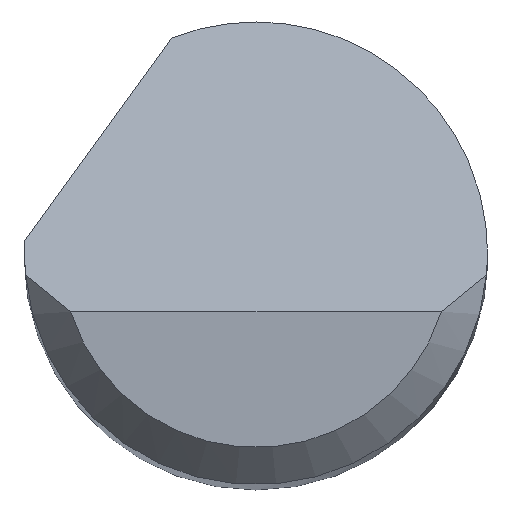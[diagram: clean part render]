
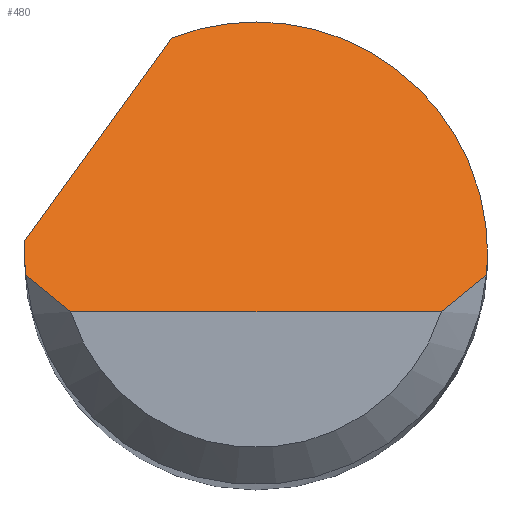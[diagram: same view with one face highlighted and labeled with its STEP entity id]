
A CAD part, top view. The second image highlights one B-rep face of the part: STEP entity #480.
In plain terms, the highlighted planar face has unit normal (0, 0.707, 0.707).
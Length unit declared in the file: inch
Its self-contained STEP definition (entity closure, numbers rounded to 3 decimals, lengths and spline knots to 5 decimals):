
#1 = CARTESIAN_POINT ( 'NONE',  ( 0.08157, -0.019, 1.99525 ) ) ;
#13 = CARTESIAN_POINT ( 'NONE',  ( 0.07508, -0.02375, 2. ) ) ;
#21 = CARTESIAN_POINT ( 'NONE',  ( -0.09371, 0.00333, 1.97292 ) ) ;
#34 = LINE ( 'NONE', #765, #214 ) ;
#40 = CARTESIAN_POINT ( 'NONE',  ( 0.09361, -0.00584, 1.98209 ) ) ;
#44 = CARTESIAN_POINT ( 'NONE',  ( -0.09334, -0.00875, 1.985 ) ) ;
#45 = CARTESIAN_POINT ( 'NONE',  ( -0.07508, -0.02375, 2. ) ) ;
#62 = ORIENTED_EDGE ( 'NONE', *, *, #761, .F. ) ;
#63 = EDGE_CURVE ( 'NONE', #491, #488, #276, .T. ) ;
#68 = CARTESIAN_POINT ( 'NONE',  ( 0.08761, -0.01397, 1.99022 ) ) ;
#79 = VERTEX_POINT ( 'NONE', #216 ) ;
#82 = CARTESIAN_POINT ( 'NONE',  ( -0.09375, 0., 1.97625 ) ) ;
#104 = CARTESIAN_POINT ( 'NONE',  ( -0.09362, 0.005, 1.97125 ) ) ;
#113 = CARTESIAN_POINT ( 'NONE',  ( 0.09375, 0.07266, 1.90359 ) ) ;
#114 =( BOUNDED_CURVE ( )  B_SPLINE_CURVE ( 3, ( #419, #676, #113, #365 ),
 .UNSPECIFIED., .F., .T. ) 
 B_SPLINE_CURVE_WITH_KNOTS ( ( 4, 4 ),
 ( 5.91277, 7.85398 ),
 .UNSPECIFIED. ) 
 CURVE ( )  GEOMETRIC_REPRESENTATION_ITEM ( )  RATIONAL_B_SPLINE_CURVE ( ( 1., 0.71, 0.71, 1. ) ) 
 REPRESENTATION_ITEM ( '' )  );
#118 = EDGE_CURVE ( 'NONE', #445, #79, #340, .T. ) ;
#126 = ORIENTED_EDGE ( 'NONE', *, *, #118, .F. ) ;
#138 = EDGE_CURVE ( 'NONE', #181, #690, #586, .T. ) ;
#140 = CARTESIAN_POINT ( 'NONE',  ( -0.09334, -0.00875, 1.985 ) ) ;
#144 = ORIENTED_EDGE ( 'NONE', *, *, #378, .F. ) ;
#147 = EDGE_CURVE ( 'NONE', #445, #705, #218, .T. ) ;
#168 = CARTESIAN_POINT ( 'NONE',  ( -0.07508, -0.02375, 2. ) ) ;
#178 = CARTESIAN_POINT ( 'NONE',  ( -0.08157, -0.019, 1.99525 ) ) ;
#181 = VERTEX_POINT ( 'NONE', #471 ) ;
#185 = ORIENTED_EDGE ( 'NONE', *, *, #147, .T. ) ;
#201 = ORIENTED_EDGE ( 'NONE', *, *, #138, .F. ) ;
#206 = VERTEX_POINT ( 'NONE', #540 ) ;
#214 = VECTOR ( 'NONE', #407, 39.37008 ) ;
#216 = CARTESIAN_POINT ( 'NONE',  ( -0.09375, 0., 1.97625 ) ) ;
#218 = B_SPLINE_CURVE_WITH_KNOTS ( 'NONE', 3,
 ( #44, #481, #178, #168 ),
 .UNSPECIFIED., .F., .F.,
 ( 4, 4 ),
 ( 0., 0.00071 ),
 .UNSPECIFIED. ) ;
#219 = CARTESIAN_POINT ( 'NONE',  ( -0.09375, 0.00167, 1.97458 ) ) ;
#222 = CARTESIAN_POINT ( 'NONE',  ( -0.09375, -0.00292, 1.97917 ) ) ;
#267 = ORIENTED_EDGE ( 'NONE', *, *, #319, .T. ) ;
#276 = LINE ( 'NONE', #412, #420 ) ;
#319 = EDGE_CURVE ( 'NONE', #206, #690, #760, .T. ) ;
#340 =( BOUNDED_CURVE ( )  B_SPLINE_CURVE ( 3, ( #777, #399, #222, #82 ),
 .UNSPECIFIED., .F., .T. ) 
 B_SPLINE_CURVE_WITH_KNOTS ( ( 4, 4 ),
 ( 4.61892, 4.71239 ),
 .UNSPECIFIED. ) 
 CURVE ( )  GEOMETRIC_REPRESENTATION_ITEM ( )  RATIONAL_B_SPLINE_CURVE ( ( 1., 0.999, 0.999, 1. ) ) 
 REPRESENTATION_ITEM ( '' )  );
#355 = CARTESIAN_POINT ( 'NONE',  ( -0.03394, 0.08739, 1.88886 ) ) ;
#365 = CARTESIAN_POINT ( 'NONE',  ( 0.09375, 0., 1.97625 ) ) ;
#378 = EDGE_CURVE ( 'NONE', #79, #491, #638, .T. ) ;
#381 = ORIENTED_EDGE ( 'NONE', *, *, #63, .F. ) ;
#399 = CARTESIAN_POINT ( 'NONE',  ( -0.09361, -0.00584, 1.98209 ) ) ;
#405 = CARTESIAN_POINT ( 'NONE',  ( -0.09362, 0.005, 1.97125 ) ) ;
#407 = DIRECTION ( 'NONE',  ( 1., 0., 0. ) ) ;
#412 = CARTESIAN_POINT ( 'NONE',  ( -0.11014, -0.01781, 1.99406 ) ) ;
#416 = ORIENTED_EDGE ( 'NONE', *, *, #640, .T. ) ;
#419 = CARTESIAN_POINT ( 'NONE',  ( -0.03394, 0.08739, 1.88886 ) ) ;
#420 = VECTOR ( 'NONE', #523, 39.37008 ) ;
#421 = DIRECTION ( 'NONE',  ( 0., -0.707, -0.707 ) ) ;
#445 = VERTEX_POINT ( 'NONE', #140 ) ;
#471 = CARTESIAN_POINT ( 'NONE',  ( 0.09375, 0., 1.97625 ) ) ;
#480 = ADVANCED_FACE ( 'NONE', ( #741 ), #659, .F. ) ;
#481 = CARTESIAN_POINT ( 'NONE',  ( -0.08761, -0.01397, 1.99022 ) ) ;
#488 = VERTEX_POINT ( 'NONE', #355 ) ;
#491 = VERTEX_POINT ( 'NONE', #104 ) ;
#523 = DIRECTION ( 'NONE',  ( 0.456, 0.629, -0.629 ) ) ;
#540 = CARTESIAN_POINT ( 'NONE',  ( 0.07508, -0.02375, 2. ) ) ;
#586 =( BOUNDED_CURVE ( )  B_SPLINE_CURVE ( 3, ( #654, #678, #40, #790 ),
 .UNSPECIFIED., .F., .T. ) 
 B_SPLINE_CURVE_WITH_KNOTS ( ( 4, 4 ),
 ( 1.5708, 1.66427 ),
 .UNSPECIFIED. ) 
 CURVE ( )  GEOMETRIC_REPRESENTATION_ITEM ( )  RATIONAL_B_SPLINE_CURVE ( ( 1., 0.999, 0.999, 1. ) ) 
 REPRESENTATION_ITEM ( '' )  );
#638 =( BOUNDED_CURVE ( )  B_SPLINE_CURVE ( 3, ( #642, #219, #21, #405 ),
 .UNSPECIFIED., .F., .T. ) 
 B_SPLINE_CURVE_WITH_KNOTS ( ( 4, 4 ),
 ( 4.71239, 4.76575 ),
 .UNSPECIFIED. ) 
 CURVE ( )  GEOMETRIC_REPRESENTATION_ITEM ( )  RATIONAL_B_SPLINE_CURVE ( ( 1., 1., 1., 1. ) ) 
 REPRESENTATION_ITEM ( '' )  );
#640 = EDGE_CURVE ( 'NONE', #705, #206, #34, .T. ) ;
#642 = CARTESIAN_POINT ( 'NONE',  ( -0.09375, 0., 1.97625 ) ) ;
#654 = CARTESIAN_POINT ( 'NONE',  ( 0.09375, 0., 1.97625 ) ) ;
#659 = PLANE ( 'NONE',  #717 ) ;
#664 = CARTESIAN_POINT ( 'NONE',  ( 0.09334, -0.00875, 1.985 ) ) ;
#666 = DIRECTION ( 'NONE',  ( 0., 0.707, -0.707 ) ) ;
#676 = CARTESIAN_POINT ( 'NONE',  ( 0.03379, 0.11369, 1.86256 ) ) ;
#678 = CARTESIAN_POINT ( 'NONE',  ( 0.09375, -0.00292, 1.97917 ) ) ;
#679 = EDGE_LOOP ( 'NONE', ( #416, #267, #201, #62, #381, #144, #126, #185 ) ) ;
#690 = VERTEX_POINT ( 'NONE', #664 ) ;
#705 = VERTEX_POINT ( 'NONE', #45 ) ;
#717 = AXIS2_PLACEMENT_3D ( 'NONE', #734, #421, #666 ) ;
#734 = CARTESIAN_POINT ( 'NONE',  ( -0.09375, -0.02375, 2. ) ) ;
#741 = FACE_OUTER_BOUND ( 'NONE', #679, .T. ) ;
#759 = CARTESIAN_POINT ( 'NONE',  ( 0.09334, -0.00875, 1.985 ) ) ;
#760 = B_SPLINE_CURVE_WITH_KNOTS ( 'NONE', 3,
 ( #13, #1, #68, #759 ),
 .UNSPECIFIED., .F., .F.,
 ( 4, 4 ),
 ( 0., 0.00071 ),
 .UNSPECIFIED. ) ;
#761 = EDGE_CURVE ( 'NONE', #488, #181, #114, .T. ) ;
#765 = CARTESIAN_POINT ( 'NONE',  ( 0., -0.02375, 2. ) ) ;
#777 = CARTESIAN_POINT ( 'NONE',  ( -0.09334, -0.00875, 1.985 ) ) ;
#790 = CARTESIAN_POINT ( 'NONE',  ( 0.09334, -0.00875, 1.985 ) ) ;
